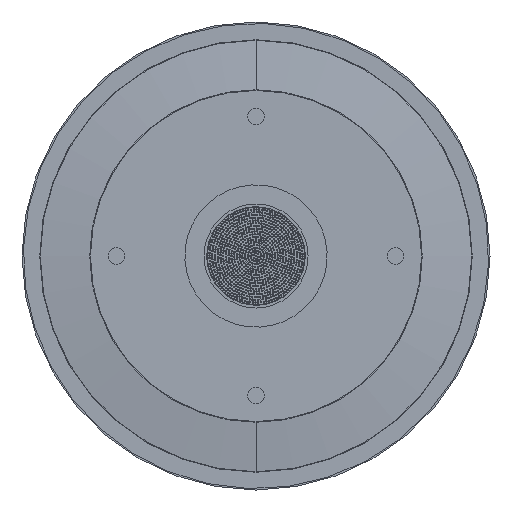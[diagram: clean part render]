
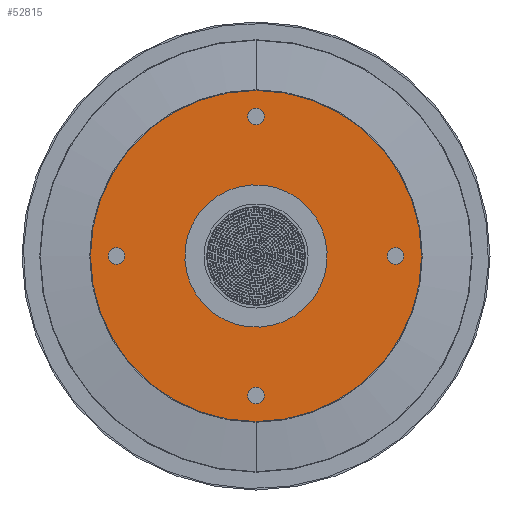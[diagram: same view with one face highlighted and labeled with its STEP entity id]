
A CAD part, front view. The second image highlights one B-rep face of the part: STEP entity #52815.
In plain terms, the highlighted planar face has unit normal (0, -1, 0).
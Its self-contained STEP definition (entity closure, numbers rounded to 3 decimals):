
#212 = DIRECTION ( 'NONE',  ( 0., 0., -1. ) ) ;
#843 = CARTESIAN_POINT ( 'NONE',  ( 0., -22.478, 199.165 ) ) ;
#964 = CARTESIAN_POINT ( 'NONE',  ( 0., -22.478, 97.165 ) ) ;
#3042 = DIRECTION ( 'NONE',  ( 0., 0., -1. ) ) ;
#3627 = FACE_BOUND ( 'NONE', #35563, .T. ) ;
#3734 = CARTESIAN_POINT ( 'NONE',  ( 0., -22.478, 87.665 ) ) ;
#5360 = VERTEX_POINT ( 'NONE', #49944 ) ;
#5653 = DIRECTION ( 'NONE',  ( 0., -1., 0. ) ) ;
#6174 = DIRECTION ( 'NONE',  ( 0., 0., -1. ) ) ;
#7791 = CARTESIAN_POINT ( 'NONE',  ( -51., -22.478, 148.165 ) ) ;
#9823 = AXIS2_PLACEMENT_3D ( 'NONE', #7791, #40399, #38376 ) ;
#9921 = EDGE_CURVE ( 'NONE', #69924, #60778, #88952, .T. ) ;
#10235 = CARTESIAN_POINT ( 'NONE',  ( 51., -22.478, 148.165 ) ) ;
#10864 = AXIS2_PLACEMENT_3D ( 'NONE', #91191, #51700, #11224 ) ;
#10966 = ORIENTED_EDGE ( 'NONE', *, *, #60446, .F. ) ;
#11224 = DIRECTION ( 'NONE',  ( 0., 0., -1. ) ) ;
#11506 = ORIENTED_EDGE ( 'NONE', *, *, #96702, .F. ) ;
#11580 = CIRCLE ( 'NONE', #75518, 19. ) ;
#11663 = CARTESIAN_POINT ( 'NONE',  ( 0., -22.478, 94.165 ) ) ;
#13462 = AXIS2_PLACEMENT_3D ( 'NONE', #42489, #43002, #3042 ) ;
#14009 = ORIENTED_EDGE ( 'NONE', *, *, #78302, .F. ) ;
#15050 = EDGE_CURVE ( 'NONE', #84438, #56120, #41276, .T. ) ;
#16708 = CARTESIAN_POINT ( 'NONE',  ( 0., -22.478, 148.165 ) ) ;
#18287 = FACE_BOUND ( 'NONE', #72562, .T. ) ;
#18657 = ORIENTED_EDGE ( 'NONE', *, *, #66225, .F. ) ;
#18823 = DIRECTION ( 'NONE',  ( 0., -1., 0. ) ) ;
#19348 = DIRECTION ( 'NONE',  ( 0., 0., -1. ) ) ;
#20728 = AXIS2_PLACEMENT_3D ( 'NONE', #80186, #31266, #212 ) ;
#21240 = CARTESIAN_POINT ( 'NONE',  ( 0., -22.478, 148.165 ) ) ;
#24710 = ORIENTED_EDGE ( 'NONE', *, *, #66832, .F. ) ;
#28575 = CIRCLE ( 'NONE', #43758, 3. ) ;
#30671 = AXIS2_PLACEMENT_3D ( 'NONE', #55698, #62606, #78937 ) ;
#31266 = DIRECTION ( 'NONE',  ( 0., -1., 0. ) ) ;
#33647 = EDGE_CURVE ( 'NONE', #46104, #58896, #99274, .T. ) ;
#35504 = ORIENTED_EDGE ( 'NONE', *, *, #33647, .F. ) ;
#35563 = EDGE_LOOP ( 'NONE', ( #10966, #38508 ) ) ;
#36856 = CARTESIAN_POINT ( 'NONE',  ( 51., -22.478, 151.165 ) ) ;
#38376 = DIRECTION ( 'NONE',  ( 0., 0., -1. ) ) ;
#38508 = ORIENTED_EDGE ( 'NONE', *, *, #100563, .F. ) ;
#40399 = DIRECTION ( 'NONE',  ( 0., -1., 0. ) ) ;
#40934 = VERTEX_POINT ( 'NONE', #61453 ) ;
#40968 = DIRECTION ( 'NONE',  ( 0., 0., -1. ) ) ;
#41276 = CIRCLE ( 'NONE', #56464, 3. ) ;
#41574 = EDGE_LOOP ( 'NONE', ( #67671, #35504 ) ) ;
#42489 = CARTESIAN_POINT ( 'NONE',  ( 0., -22.478, 97.165 ) ) ;
#43002 = DIRECTION ( 'NONE',  ( 0., -1., 0. ) ) ;
#43275 = CIRCLE ( 'NONE', #70161, 19. ) ;
#43758 = AXIS2_PLACEMENT_3D ( 'NONE', #10235, #98611, #50700 ) ;
#45368 = DIRECTION ( 'NONE',  ( 0., -1., 0. ) ) ;
#46104 = VERTEX_POINT ( 'NONE', #49428 ) ;
#46850 = VERTEX_POINT ( 'NONE', #69518 ) ;
#49193 = DIRECTION ( 'NONE',  ( 0., 0., -1. ) ) ;
#49428 = CARTESIAN_POINT ( 'NONE',  ( 0., -22.478, 196.165 ) ) ;
#49825 = DIRECTION ( 'NONE',  ( 0., 0., -1. ) ) ;
#49944 = CARTESIAN_POINT ( 'NONE',  ( 0., -22.478, 167.165 ) ) ;
#50122 = CIRCLE ( 'NONE', #9823, 3. ) ;
#50700 = DIRECTION ( 'NONE',  ( 0., 0., -1. ) ) ;
#50915 = CIRCLE ( 'NONE', #20728, 60.5 ) ;
#51700 = DIRECTION ( 'NONE',  ( 0., -1., 0. ) ) ;
#52815 = ADVANCED_FACE ( 'NONE', ( #3627, #73608, #99339, #18287, #99879, #82531 ), #74663, .T. ) ;
#53362 = DIRECTION ( 'NONE',  ( 0., -1., 0. ) ) ;
#53953 = AXIS2_PLACEMENT_3D ( 'NONE', #843, #74499, #49193 ) ;
#54089 = ORIENTED_EDGE ( 'NONE', *, *, #15050, .F. ) ;
#55049 = AXIS2_PLACEMENT_3D ( 'NONE', #89337, #18823, #19348 ) ;
#55698 = CARTESIAN_POINT ( 'NONE',  ( -51., -22.478, 148.165 ) ) ;
#56051 = EDGE_LOOP ( 'NONE', ( #24710, #54089 ) ) ;
#56120 = VERTEX_POINT ( 'NONE', #91545 ) ;
#56464 = AXIS2_PLACEMENT_3D ( 'NONE', #964, #104078, #49825 ) ;
#57519 = VERTEX_POINT ( 'NONE', #72617 ) ;
#58896 = VERTEX_POINT ( 'NONE', #89687 ) ;
#60446 = EDGE_CURVE ( 'NONE', #57519, #92297, #86120, .T. ) ;
#60472 = AXIS2_PLACEMENT_3D ( 'NONE', #16708, #45368, #40968 ) ;
#60778 = VERTEX_POINT ( 'NONE', #65658 ) ;
#61453 = CARTESIAN_POINT ( 'NONE',  ( 51., -22.478, 145.165 ) ) ;
#62606 = DIRECTION ( 'NONE',  ( 0., -1., 0. ) ) ;
#63261 = ORIENTED_EDGE ( 'NONE', *, *, #86692, .F. ) ;
#65658 = CARTESIAN_POINT ( 'NONE',  ( 0., -22.478, 208.665 ) ) ;
#66225 = EDGE_CURVE ( 'NONE', #40934, #82484, #28575, .T. ) ;
#66832 = EDGE_CURVE ( 'NONE', #56120, #84438, #97363, .T. ) ;
#67044 = EDGE_LOOP ( 'NONE', ( #89420, #85755 ) ) ;
#67671 = ORIENTED_EDGE ( 'NONE', *, *, #70404, .F. ) ;
#69518 = CARTESIAN_POINT ( 'NONE',  ( 0., -22.478, 129.165 ) ) ;
#69924 = VERTEX_POINT ( 'NONE', #3734 ) ;
#70161 = AXIS2_PLACEMENT_3D ( 'NONE', #21240, #53362, #83408 ) ;
#70404 = EDGE_CURVE ( 'NONE', #58896, #46104, #88120, .T. ) ;
#71082 = DIRECTION ( 'NONE',  ( 0., -1., 0. ) ) ;
#71844 = CARTESIAN_POINT ( 'NONE',  ( 0., -22.478, 148.165 ) ) ;
#72562 = EDGE_LOOP ( 'NONE', ( #14009, #63261 ) ) ;
#72617 = CARTESIAN_POINT ( 'NONE',  ( -51., -22.478, 151.165 ) ) ;
#73608 = FACE_BOUND ( 'NONE', #104060, .T. ) ;
#74499 = DIRECTION ( 'NONE',  ( 0., -1., 0. ) ) ;
#74663 = PLANE ( 'NONE',  #55049 ) ;
#74823 = EDGE_CURVE ( 'NONE', #60778, #69924, #50915, .T. ) ;
#75518 = AXIS2_PLACEMENT_3D ( 'NONE', #71844, #5653, #6174 ) ;
#78302 = EDGE_CURVE ( 'NONE', #5360, #46850, #43275, .T. ) ;
#78937 = DIRECTION ( 'NONE',  ( 0., 0., -1. ) ) ;
#80186 = CARTESIAN_POINT ( 'NONE',  ( 0., -22.478, 148.165 ) ) ;
#81435 = CIRCLE ( 'NONE', #83115, 3. ) ;
#82484 = VERTEX_POINT ( 'NONE', #36856 ) ;
#82531 = FACE_BOUND ( 'NONE', #41574, .T. ) ;
#83115 = AXIS2_PLACEMENT_3D ( 'NONE', #86850, #71082, #103163 ) ;
#83408 = DIRECTION ( 'NONE',  ( 0., 0., -1. ) ) ;
#83498 = CARTESIAN_POINT ( 'NONE',  ( -51., -22.478, 145.165 ) ) ;
#84438 = VERTEX_POINT ( 'NONE', #11663 ) ;
#85755 = ORIENTED_EDGE ( 'NONE', *, *, #9921, .T. ) ;
#86120 = CIRCLE ( 'NONE', #30671, 3. ) ;
#86692 = EDGE_CURVE ( 'NONE', #46850, #5360, #11580, .T. ) ;
#86850 = CARTESIAN_POINT ( 'NONE',  ( 51., -22.478, 148.165 ) ) ;
#88120 = CIRCLE ( 'NONE', #10864, 3. ) ;
#88952 = CIRCLE ( 'NONE', #60472, 60.5 ) ;
#89337 = CARTESIAN_POINT ( 'NONE',  ( 0., -22.478, 148.165 ) ) ;
#89420 = ORIENTED_EDGE ( 'NONE', *, *, #74823, .T. ) ;
#89687 = CARTESIAN_POINT ( 'NONE',  ( 0., -22.478, 202.165 ) ) ;
#91191 = CARTESIAN_POINT ( 'NONE',  ( 0., -22.478, 199.165 ) ) ;
#91545 = CARTESIAN_POINT ( 'NONE',  ( 0., -22.478, 100.165 ) ) ;
#92297 = VERTEX_POINT ( 'NONE', #83498 ) ;
#96702 = EDGE_CURVE ( 'NONE', #82484, #40934, #81435, .T. ) ;
#97363 = CIRCLE ( 'NONE', #13462, 3. ) ;
#98611 = DIRECTION ( 'NONE',  ( 0., -1., 0. ) ) ;
#99274 = CIRCLE ( 'NONE', #53953, 3. ) ;
#99339 = FACE_OUTER_BOUND ( 'NONE', #67044, .T. ) ;
#99879 = FACE_BOUND ( 'NONE', #56051, .T. ) ;
#100563 = EDGE_CURVE ( 'NONE', #92297, #57519, #50122, .T. ) ;
#103163 = DIRECTION ( 'NONE',  ( 0., 0., -1. ) ) ;
#104060 = EDGE_LOOP ( 'NONE', ( #11506, #18657 ) ) ;
#104078 = DIRECTION ( 'NONE',  ( 0., -1., 0. ) ) ;
